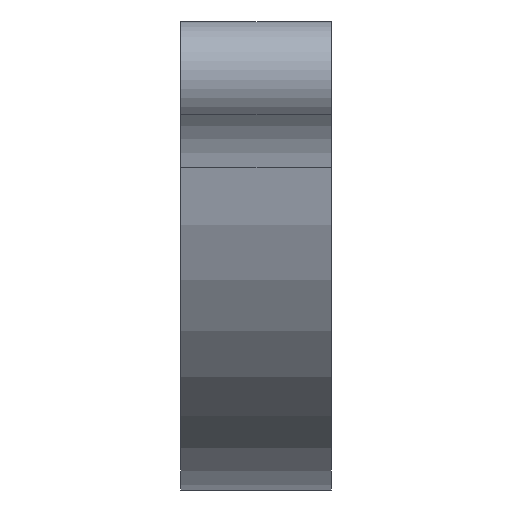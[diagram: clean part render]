
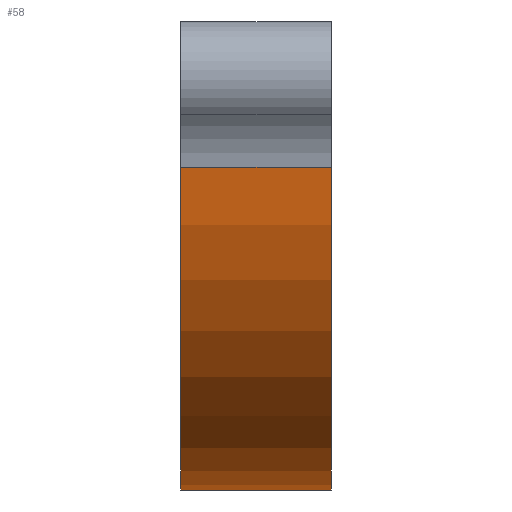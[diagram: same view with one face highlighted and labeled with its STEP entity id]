
A CAD part, left-side view. The second image highlights one B-rep face of the part: STEP entity #58.
In plain terms, the highlighted cylindrical face has radius 19.408 mm (diameter 38.816 mm), a partial arc.
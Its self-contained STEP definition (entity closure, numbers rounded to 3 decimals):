
#58=ADVANCED_FACE('',(#122),#124,.T.);
#122=FACE_BOUND('',#123,.T.);
#123=EDGE_LOOP('',(#251,#252,#253,#254));
#124=CYLINDRICAL_SURFACE('',#125,19.408);
#125=AXIS2_PLACEMENT_3D('',#126,#127,#128);
#126=CARTESIAN_POINT('',(-179.1,10.9,-1.092));
#127=DIRECTION('',(0.,1.,0.));
#128=DIRECTION('',(0.,0.,-1.));
#251=ORIENTED_EDGE('',*,*,#333,.T.);
#252=ORIENTED_EDGE('',*,*,#334,.F.);
#253=ORIENTED_EDGE('',*,*,#310,.F.);
#254=ORIENTED_EDGE('',*,*,#327,.T.);
#310=EDGE_CURVE('',#354,#356,#357,.T.);
#327=EDGE_CURVE('',#354,#387,#389,.T.);
#333=EDGE_CURVE('',#387,#399,#400,.T.);
#334=EDGE_CURVE('',#356,#399,#401,.T.);
#354=VERTEX_POINT('',#430);
#356=VERTEX_POINT('',#434);
#357=LINE('',#435,#436);
#387=VERTEX_POINT('',#506);
#389=CIRCLE('',#511,19.408);
#399=VERTEX_POINT('',#539);
#400=LINE('',#540,#541);
#401=CIRCLE('',#543,19.408);
#430=CARTESIAN_POINT('',(-179.1,10.9,-20.5));
#434=CARTESIAN_POINT('',(-179.1,19.1,-20.5));
#435=CARTESIAN_POINT('',(-179.1,10.9,-20.5));
#436=VECTOR('',#437,1.);
#437=DIRECTION('',(0.,1.,0.));
#506=CARTESIAN_POINT('',(-198.421,10.9,-2.931));
#511=AXIS2_PLACEMENT_3D('',#512,#513,#514);
#512=CARTESIAN_POINT('',(-179.1,10.9,-1.092));
#513=DIRECTION('',(0.,1.,0.));
#514=DIRECTION('',(0.,0.,-1.));
#539=CARTESIAN_POINT('',(-198.421,19.1,-2.931));
#540=CARTESIAN_POINT('',(-198.421,10.9,-2.931));
#541=VECTOR('',#542,1.);
#542=DIRECTION('',(0.,1.,0.));
#543=AXIS2_PLACEMENT_3D('',#544,#545,#546);
#544=CARTESIAN_POINT('',(-179.1,19.1,-1.092));
#545=DIRECTION('',(0.,1.,0.));
#546=DIRECTION('',(0.,0.,-1.));
